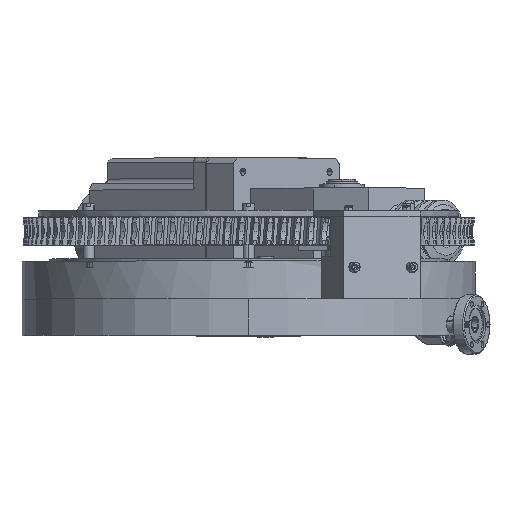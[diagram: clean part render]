
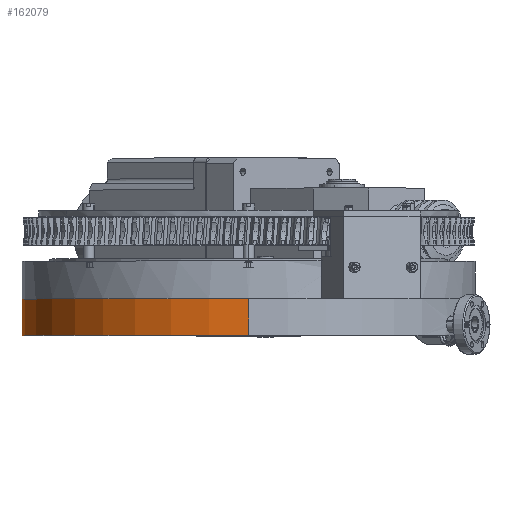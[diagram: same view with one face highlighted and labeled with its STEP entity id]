
A CAD part, top view. The second image highlights one B-rep face of the part: STEP entity #162079.
In plain terms, the highlighted cylindrical face has radius 130.175 mm (diameter 260.35 mm), a partial arc.
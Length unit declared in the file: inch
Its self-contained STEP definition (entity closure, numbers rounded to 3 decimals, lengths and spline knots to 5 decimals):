
#9877 = VERTEX_POINT ( 'NONE', #128624 ) ;
#10159 = VERTEX_POINT ( 'NONE', #130951 ) ;
#10172 = VERTEX_POINT ( 'NONE', #130975 ) ;
#50890 = AXIS2_PLACEMENT_3D ( 'NONE', #60460, #60475, #60477 ) ;
#50932 = AXIS2_PLACEMENT_3D ( 'NONE', #60557, #60565, #60566 ) ;
#53004 = VECTOR ( 'NONE', #59658, 39.37008 ) ;
#53059 = LINE ( 'NONE', #59656, #53064 ) ;
#53061 = LINE ( 'NONE', #59402, #53004 ) ;
#53064 = VECTOR ( 'NONE', #59663, 39.37008 ) ;
#53429 = CIRCLE ( 'NONE', #50890, 5.125 ) ;
#53474 = CIRCLE ( 'NONE', #50932, 5.125 ) ;
#59402 = CARTESIAN_POINT ( 'NONE',  ( 0., 0.825, 5.125 ) ) ;
#59656 = CARTESIAN_POINT ( 'NONE',  ( 0., 0.825, -5.125 ) ) ;
#59658 = DIRECTION ( 'NONE',  ( 0., -1., 0. ) ) ;
#59663 = DIRECTION ( 'NONE',  ( 0., -1., 0. ) ) ;
#60460 = CARTESIAN_POINT ( 'NONE',  ( 0., 0., 0. ) ) ;
#60475 = DIRECTION ( 'NONE',  ( 0., 1., 0. ) ) ;
#60477 = DIRECTION ( 'NONE',  ( 0., 0., 1. ) ) ;
#60557 = CARTESIAN_POINT ( 'NONE',  ( 0., 0.825, 0. ) ) ;
#60565 = DIRECTION ( 'NONE',  ( 0., 1., 0. ) ) ;
#60566 = DIRECTION ( 'NONE',  ( 0., 0., 1. ) ) ;
#68224 = DIRECTION ( 'NONE',  ( 0., 0., -1. ) ) ;
#68225 = DIRECTION ( 'NONE',  ( 0., -1., 0. ) ) ;
#68234 = CARTESIAN_POINT ( 'NONE',  ( 0., 0.825, 0. ) ) ;
#69095 = CYLINDRICAL_SURFACE ( 'NONE', #70316, 5.125 ) ;
#69122 = FACE_OUTER_BOUND ( 'NONE', #124043, .T. ) ;
#70316 = AXIS2_PLACEMENT_3D ( 'NONE', #68234, #68225, #68224 ) ;
#98107 = ORIENTED_EDGE ( 'NONE', *, *, #113142, .F. ) ;
#98110 = ORIENTED_EDGE ( 'NONE', *, *, #113498, .F. ) ;
#98112 = ORIENTED_EDGE ( 'NONE', *, *, #113145, .T. ) ;
#98114 = ORIENTED_EDGE ( 'NONE', *, *, #113457, .T. ) ;
#113142 = EDGE_CURVE ( 'NONE', #9877, #180072, #53061, .T. ) ;
#113145 = EDGE_CURVE ( 'NONE', #10159, #10172, #53059, .T. ) ;
#113457 = EDGE_CURVE ( 'NONE', #10172, #180072, #53429, .T. ) ;
#113498 = EDGE_CURVE ( 'NONE', #10159, #9877, #53474, .T. ) ;
#124043 = EDGE_LOOP ( 'NONE', ( #98107, #98110, #98112, #98114 ) ) ;
#128624 = CARTESIAN_POINT ( 'NONE',  ( 0., 0.825, 5.125 ) ) ;
#130951 = CARTESIAN_POINT ( 'NONE',  ( 0., 0.825, -5.125 ) ) ;
#130975 = CARTESIAN_POINT ( 'NONE',  ( 0., 0., -5.125 ) ) ;
#158759 = CARTESIAN_POINT ( 'NONE',  ( 0., 0., 5.125 ) ) ;
#162079 = ADVANCED_FACE ( 'NONE', ( #69122 ), #69095, .T. ) ;
#180072 = VERTEX_POINT ( 'NONE', #158759 ) ;
